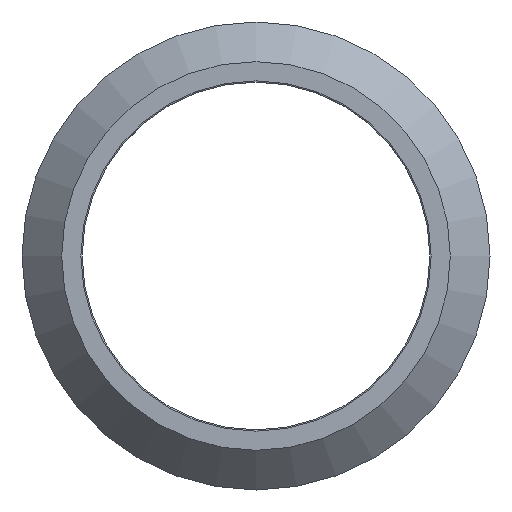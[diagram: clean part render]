
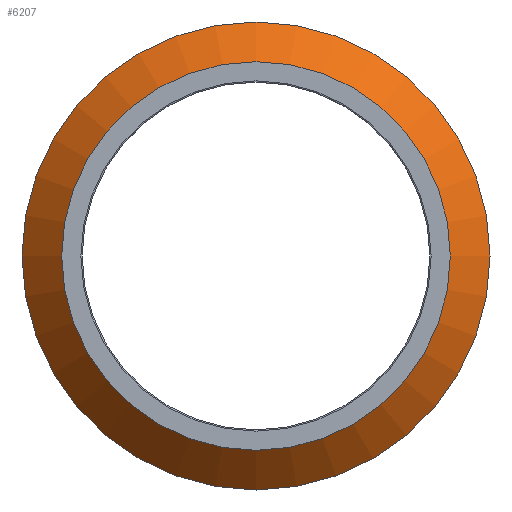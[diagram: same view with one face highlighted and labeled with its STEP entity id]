
A CAD part, left-side view. The second image highlights one B-rep face of the part: STEP entity #6207.
In plain terms, the highlighted conical face has half-angle 45 degrees and reference radius 21.434 mm.
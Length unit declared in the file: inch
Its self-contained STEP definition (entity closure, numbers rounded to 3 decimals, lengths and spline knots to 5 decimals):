
#14=CONICAL_SURFACE('',#6643,0.84385,0.785);
#718=FACE_OUTER_BOUND('',#1094,.T.);
#1094=EDGE_LOOP('',(#5788,#5789,#5790,#5791,#5792,#5793));
#1273=CIRCLE('',#6632,0.7657);
#1274=CIRCLE('',#6633,0.7657);
#1281=CIRCLE('',#6644,0.922);
#1282=CIRCLE('',#6645,0.922);
#1721=LINE('',#13738,#2158);
#2158=VECTOR('',#7919,0.84385);
#3035=VERTEX_POINT('',#13716);
#3036=VERTEX_POINT('',#13717);
#3041=VERTEX_POINT('',#13734);
#3042=VERTEX_POINT('',#13735);
#3951=EDGE_CURVE('',#3035,#3036,#1273,.T.);
#3952=EDGE_CURVE('',#3036,#3035,#1274,.T.);
#3959=EDGE_CURVE('',#3041,#3042,#1281,.T.);
#3960=EDGE_CURVE('',#3042,#3041,#1282,.T.);
#3961=EDGE_CURVE('',#3042,#3036,#1721,.T.);
#5788=ORIENTED_EDGE('',*,*,#3959,.F.);
#5789=ORIENTED_EDGE('',*,*,#3960,.F.);
#5790=ORIENTED_EDGE('',*,*,#3961,.T.);
#5791=ORIENTED_EDGE('',*,*,#3952,.T.);
#5792=ORIENTED_EDGE('',*,*,#3951,.T.);
#5793=ORIENTED_EDGE('',*,*,#3961,.F.);
#6207=ADVANCED_FACE('',(#718),#14,.T.);
#6632=AXIS2_PLACEMENT_3D('',#13718,#7891,#7892);
#6633=AXIS2_PLACEMENT_3D('',#13719,#7893,#7894);
#6643=AXIS2_PLACEMENT_3D('',#13733,#7913,#7914);
#6644=AXIS2_PLACEMENT_3D('',#13736,#7915,#7916);
#6645=AXIS2_PLACEMENT_3D('',#13737,#7917,#7918);
#7891=DIRECTION('center_axis',(1.,0.,0.));
#7892=DIRECTION('ref_axis',(0.,1.,0.));
#7893=DIRECTION('center_axis',(1.,0.,0.));
#7894=DIRECTION('ref_axis',(0.,1.,0.));
#7913=DIRECTION('center_axis',(1.,0.,0.));
#7914=DIRECTION('ref_axis',(0.,1.,0.));
#7915=DIRECTION('center_axis',(1.,0.,0.));
#7916=DIRECTION('ref_axis',(0.,1.,0.));
#7917=DIRECTION('center_axis',(1.,0.,0.));
#7918=DIRECTION('ref_axis',(0.,1.,0.));
#7919=DIRECTION('',(-0.707,0.707,0.));
#13716=CARTESIAN_POINT('',(0.,0.7657,0.));
#13717=CARTESIAN_POINT('',(0.,-0.7657,0.));
#13718=CARTESIAN_POINT('Origin',(0.,0.,
0.));
#13719=CARTESIAN_POINT('Origin',(0.,0.,
0.));
#13733=CARTESIAN_POINT('Origin',(0.07815,0.,
0.));
#13734=CARTESIAN_POINT('',(0.1563,0.922,0.));
#13735=CARTESIAN_POINT('',(0.1563,-0.922,0.));
#13736=CARTESIAN_POINT('Origin',(0.1563,0.,0.));
#13737=CARTESIAN_POINT('Origin',(0.1563,0.,0.));
#13738=CARTESIAN_POINT('',(0.07815,-0.84385,0.));
